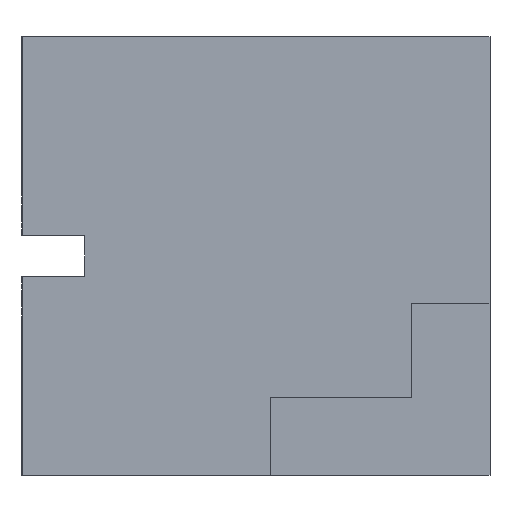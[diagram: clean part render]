
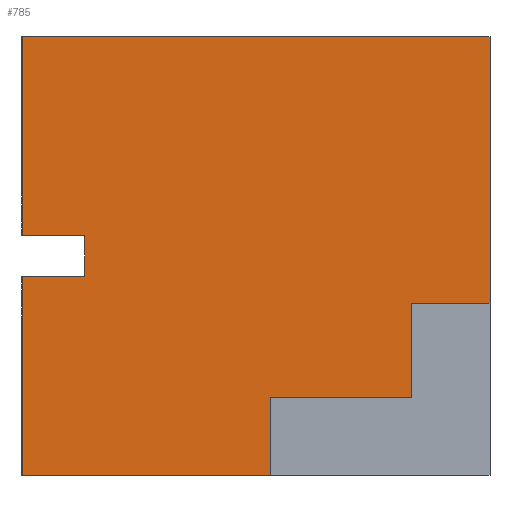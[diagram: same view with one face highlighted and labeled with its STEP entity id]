
A CAD part, left-side view. The second image highlights one B-rep face of the part: STEP entity #785.
In plain terms, the highlighted planar face has unit normal (-1, 0, 0).
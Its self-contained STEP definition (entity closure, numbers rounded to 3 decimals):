
#14 = VERTEX_POINT ( 'NONE', #1357 ) ;
#32 = EDGE_CURVE ( 'NONE', #705, #1614, #458, .T. ) ;
#35 = VECTOR ( 'NONE', #69, 1000. ) ;
#37 = CARTESIAN_POINT ( 'NONE',  ( -25.5, 10., 14. ) ) ;
#39 = FACE_OUTER_BOUND ( 'NONE', #1671, .T. ) ;
#42 = VECTOR ( 'NONE', #1469, 1000. ) ;
#45 = LINE ( 'NONE', #1423, #1612 ) ;
#63 = ORIENTED_EDGE ( 'NONE', *, *, #386, .F. ) ;
#65 = CARTESIAN_POINT ( 'NONE',  ( -25.5, 6., 0. ) ) ;
#69 = DIRECTION ( 'NONE',  ( 0., 0., -1. ) ) ;
#77 = ORIENTED_EDGE ( 'NONE', *, *, #1627, .F. ) ;
#85 = LINE ( 'NONE', #1628, #35 ) ;
#100 = EDGE_CURVE ( 'NONE', #14, #1436, #1332, .T. ) ;
#134 = VERTEX_POINT ( 'NONE', #426 ) ;
#147 = DIRECTION ( 'NONE',  ( 0., 1., 0. ) ) ;
#158 = DIRECTION ( 'NONE',  ( 0., 0., -1. ) ) ;
#159 = EDGE_CURVE ( 'NONE', #1251, #705, #299, .T. ) ;
#188 = VERTEX_POINT ( 'NONE', #356 ) ;
#205 = LINE ( 'NONE', #65, #1223 ) ;
#264 = ORIENTED_EDGE ( 'NONE', *, *, #709, .T. ) ;
#292 = CARTESIAN_POINT ( 'NONE',  ( -25.5, -5.85, -9. ) ) ;
#298 = CARTESIAN_POINT ( 'NONE',  ( -25.5, 6., -1.3 ) ) ;
#299 = LINE ( 'NONE', #1198, #538 ) ;
#324 = ORIENTED_EDGE ( 'NONE', *, *, #1500, .T. ) ;
#356 = CARTESIAN_POINT ( 'NONE',  ( -25.5, 10., 1.3 ) ) ;
#386 = EDGE_CURVE ( 'NONE', #431, #1251, #85, .T. ) ;
#418 = DIRECTION ( 'NONE',  ( 0., -1., 0. ) ) ;
#426 = CARTESIAN_POINT ( 'NONE',  ( -25.5, 6., 1.3 ) ) ;
#429 = CARTESIAN_POINT ( 'NONE',  ( -25.5, -14.85, -3. ) ) ;
#431 = VERTEX_POINT ( 'NONE', #1382 ) ;
#439 = LINE ( 'NONE', #1572, #667 ) ;
#447 = EDGE_CURVE ( 'NONE', #750, #983, #611, .T. ) ;
#458 = LINE ( 'NONE', #848, #1653 ) ;
#503 = CARTESIAN_POINT ( 'NONE',  ( -25.5, 10., 14. ) ) ;
#538 = VECTOR ( 'NONE', #147, 1000. ) ;
#551 = ORIENTED_EDGE ( 'NONE', *, *, #159, .F. ) ;
#561 = DIRECTION ( 'NONE',  ( 0., 1., 0. ) ) ;
#571 = DIRECTION ( 'NONE',  ( 1., 0., 0. ) ) ;
#575 = DIRECTION ( 'NONE',  ( 0., 1., 0. ) ) ;
#601 = VECTOR ( 'NONE', #1520, 1000. ) ;
#609 = LINE ( 'NONE', #1369, #601 ) ;
#611 = LINE ( 'NONE', #1111, #1367 ) ;
#667 = VECTOR ( 'NONE', #418, 1000. ) ;
#698 = CARTESIAN_POINT ( 'NONE',  ( -25.5, 10., 14. ) ) ;
#705 = VERTEX_POINT ( 'NONE', #429 ) ;
#709 = EDGE_CURVE ( 'NONE', #750, #1614, #1070, .T. ) ;
#750 = VERTEX_POINT ( 'NONE', #292 ) ;
#785 = ADVANCED_FACE ( 'NONE', ( #39 ), #1305, .F. ) ;
#816 = CARTESIAN_POINT ( 'NONE',  ( -25.5, -14.85, -9. ) ) ;
#848 = CARTESIAN_POINT ( 'NONE',  ( -25.5, -14.85, -3. ) ) ;
#871 = EDGE_CURVE ( 'NONE', #1217, #134, #205, .T. ) ;
#878 = VECTOR ( 'NONE', #561, 1000. ) ;
#887 = CARTESIAN_POINT ( 'NONE',  ( -25.5, -5.85, -14. ) ) ;
#917 = CARTESIAN_POINT ( 'NONE',  ( -25.5, -19.85, -9. ) ) ;
#930 = CARTESIAN_POINT ( 'NONE',  ( -25.5, -19.85, -3. ) ) ;
#964 = VECTOR ( 'NONE', #158, 1000. ) ;
#972 = DIRECTION ( 'NONE',  ( 0., 0., 1. ) ) ;
#983 = VERTEX_POINT ( 'NONE', #887 ) ;
#986 = AXIS2_PLACEMENT_3D ( 'NONE', #698, #571, #1200 ) ;
#1021 = ORIENTED_EDGE ( 'NONE', *, *, #447, .F. ) ;
#1070 = LINE ( 'NONE', #917, #1476 ) ;
#1082 = ORIENTED_EDGE ( 'NONE', *, *, #1327, .T. ) ;
#1111 = CARTESIAN_POINT ( 'NONE',  ( -25.5, -5.85, -9. ) ) ;
#1123 = ORIENTED_EDGE ( 'NONE', *, *, #32, .F. ) ;
#1147 = CARTESIAN_POINT ( 'NONE',  ( -25.5, 10., -14. ) ) ;
#1159 = ORIENTED_EDGE ( 'NONE', *, *, #1654, .F. ) ;
#1198 = CARTESIAN_POINT ( 'NONE',  ( -25.5, -19.85, -3. ) ) ;
#1200 = DIRECTION ( 'NONE',  ( 0., 0., -1. ) ) ;
#1217 = VERTEX_POINT ( 'NONE', #298 ) ;
#1223 = VECTOR ( 'NONE', #972, 1000. ) ;
#1251 = VERTEX_POINT ( 'NONE', #930 ) ;
#1270 = EDGE_CURVE ( 'NONE', #1436, #983, #439, .T. ) ;
#1305 = PLANE ( 'NONE',  #986 ) ;
#1327 = EDGE_CURVE ( 'NONE', #1217, #14, #1592, .T. ) ;
#1328 = CARTESIAN_POINT ( 'NONE',  ( -25.5, 6., -1.3 ) ) ;
#1332 = LINE ( 'NONE', #37, #964 ) ;
#1357 = CARTESIAN_POINT ( 'NONE',  ( -25.5, 10., -1.3 ) ) ;
#1365 = DIRECTION ( 'NONE',  ( 0., 0., -1. ) ) ;
#1367 = VECTOR ( 'NONE', #1632, 1000. ) ;
#1369 = CARTESIAN_POINT ( 'NONE',  ( -25.5, 10., 14. ) ) ;
#1382 = CARTESIAN_POINT ( 'NONE',  ( -25.5, -19.85, 14. ) ) ;
#1423 = CARTESIAN_POINT ( 'NONE',  ( -25.5, 6., 1.3 ) ) ;
#1436 = VERTEX_POINT ( 'NONE', #1147 ) ;
#1464 = DIRECTION ( 'NONE',  ( 0., -1., 0. ) ) ;
#1469 = DIRECTION ( 'NONE',  ( 0., 0., -1. ) ) ;
#1476 = VECTOR ( 'NONE', #1464, 1000. ) ;
#1486 = VERTEX_POINT ( 'NONE', #503 ) ;
#1500 = EDGE_CURVE ( 'NONE', #1486, #188, #1594, .T. ) ;
#1510 = ORIENTED_EDGE ( 'NONE', *, *, #1270, .T. ) ;
#1520 = DIRECTION ( 'NONE',  ( 0., -1., 0. ) ) ;
#1536 = ORIENTED_EDGE ( 'NONE', *, *, #871, .F. ) ;
#1571 = ORIENTED_EDGE ( 'NONE', *, *, #100, .T. ) ;
#1572 = CARTESIAN_POINT ( 'NONE',  ( -25.5, 10., -14. ) ) ;
#1592 = LINE ( 'NONE', #1328, #878 ) ;
#1594 = LINE ( 'NONE', #1675, #42 ) ;
#1612 = VECTOR ( 'NONE', #575, 1000. ) ;
#1614 = VERTEX_POINT ( 'NONE', #816 ) ;
#1627 = EDGE_CURVE ( 'NONE', #134, #188, #45, .T. ) ;
#1628 = CARTESIAN_POINT ( 'NONE',  ( -25.5, -19.85, 14. ) ) ;
#1632 = DIRECTION ( 'NONE',  ( 0., 0., -1. ) ) ;
#1653 = VECTOR ( 'NONE', #1365, 1000. ) ;
#1654 = EDGE_CURVE ( 'NONE', #1486, #431, #609, .T. ) ;
#1671 = EDGE_LOOP ( 'NONE', ( #1082, #1571, #1510, #1021, #264, #1123, #551, #63, #1159, #324, #77, #1536 ) ) ;
#1675 = CARTESIAN_POINT ( 'NONE',  ( -25.5, 10., 14. ) ) ;
